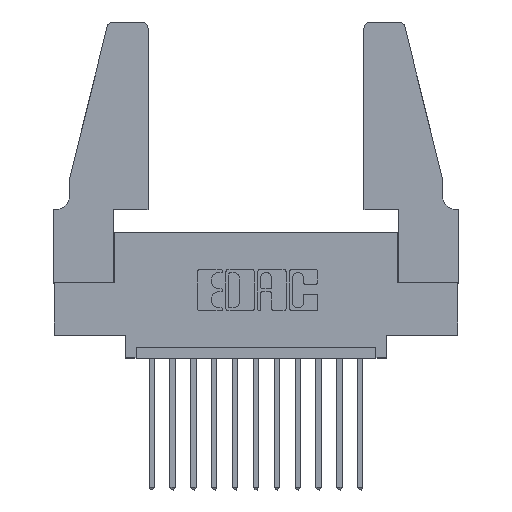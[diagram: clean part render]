
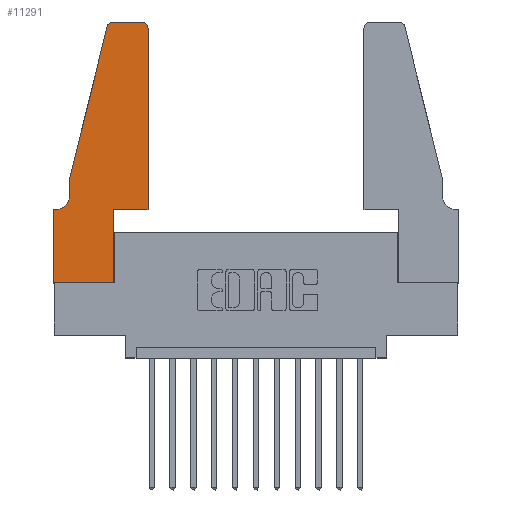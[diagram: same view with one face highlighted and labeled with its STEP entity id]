
A CAD part, top view. The second image highlights one B-rep face of the part: STEP entity #11291.
In plain terms, the highlighted planar face has unit normal (0, 0, 1).
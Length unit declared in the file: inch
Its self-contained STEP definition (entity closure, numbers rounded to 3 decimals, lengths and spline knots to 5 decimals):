
#21 = CARTESIAN_POINT ( 'NONE',  ( 0.284, 1.25, 0.37 ) ) ;
#71 = VECTOR ( 'NONE', #10694, 39.37008 ) ;
#425 = ORIENTED_EDGE ( 'NONE', *, *, #3222, .T. ) ;
#427 = DIRECTION ( 'NONE',  ( 0., 0., 1. ) ) ;
#439 = CARTESIAN_POINT ( 'NONE',  ( 0.0055, 0.35, 0.37 ) ) ;
#494 = EDGE_LOOP ( 'NONE', ( #13661, #1002, #9465, #10195, #425, #4982, #13241, #2152, #4678, #6379, #2526, #6930 ) ) ;
#778 = EDGE_CURVE ( 'NONE', #4998, #11444, #12018, .T. ) ;
#1002 = ORIENTED_EDGE ( 'NONE', *, *, #10334, .T. ) ;
#1126 = CARTESIAN_POINT ( 'NONE',  ( 0., 0., 0.37 ) ) ;
#1172 = CARTESIAN_POINT ( 'NONE',  ( 0., 0., 0.37 ) ) ;
#1219 = CARTESIAN_POINT ( 'NONE',  ( 0.0755, 0.35, 0.37 ) ) ;
#1333 = VECTOR ( 'NONE', #4524, 39.37008 ) ;
#1732 = VECTOR ( 'NONE', #5632, 39.37008 ) ;
#2039 = LINE ( 'NONE', #8984, #4194 ) ;
#2152 = ORIENTED_EDGE ( 'NONE', *, *, #5606, .T. ) ;
#2227 = DIRECTION ( 'NONE',  ( 0., -1., 0. ) ) ;
#2229 = VERTEX_POINT ( 'NONE', #3832 ) ;
#2304 = DIRECTION ( 'NONE',  ( 0., -1., 0. ) ) ;
#2305 = CIRCLE ( 'NONE', #3975, 0.03 ) ;
#2327 = CARTESIAN_POINT ( 'NONE',  ( 0.0755, 0.5, 0.37 ) ) ;
#2372 = VECTOR ( 'NONE', #4819, 39.37008 ) ;
#2378 = EDGE_CURVE ( 'NONE', #8802, #4201, #2305, .T. ) ;
#2424 = VECTOR ( 'NONE', #12418, 39.37008 ) ;
#2526 = ORIENTED_EDGE ( 'NONE', *, *, #5174, .T. ) ;
#2724 = FACE_OUTER_BOUND ( 'NONE', #494, .T. ) ;
#2746 = LINE ( 'NONE', #6226, #71 ) ;
#3036 = CARTESIAN_POINT ( 'NONE',  ( 0.2865, 0., 0.37 ) ) ;
#3222 = EDGE_CURVE ( 'NONE', #10082, #4998, #7093, .T. ) ;
#3248 = DIRECTION ( 'NONE',  ( 0., 0., 1. ) ) ;
#3827 = LINE ( 'NONE', #12332, #2372 ) ;
#3832 = CARTESIAN_POINT ( 'NONE',  ( 0.0755, 0.5, 0.37 ) ) ;
#3899 = EDGE_CURVE ( 'NONE', #2229, #10082, #4943, .T. ) ;
#3975 = AXIS2_PLACEMENT_3D ( 'NONE', #14346, #7477, #8630 ) ;
#4194 = VECTOR ( 'NONE', #8925, 39.37008 ) ;
#4201 = VERTEX_POINT ( 'NONE', #7107 ) ;
#4402 = DIRECTION ( 'NONE',  ( 1., 0., 0. ) ) ;
#4524 = DIRECTION ( 'NONE',  ( 1., 0., 0. ) ) ;
#4569 = EDGE_CURVE ( 'NONE', #4201, #9859, #8867, .T. ) ;
#4678 = ORIENTED_EDGE ( 'NONE', *, *, #6374, .T. ) ;
#4685 = CIRCLE ( 'NONE', #11888, 0.03 ) ;
#4759 = CARTESIAN_POINT ( 'NONE',  ( 0.25487, 1.22718, 0.37 ) ) ;
#4819 = DIRECTION ( 'NONE',  ( 1., 0., 0. ) ) ;
#4943 = LINE ( 'NONE', #2327, #13717 ) ;
#4982 = ORIENTED_EDGE ( 'NONE', *, *, #778, .T. ) ;
#4998 = VERTEX_POINT ( 'NONE', #439 ) ;
#5064 = PLANE ( 'NONE',  #12364 ) ;
#5174 = EDGE_CURVE ( 'NONE', #8012, #8802, #5290, .T. ) ;
#5290 = LINE ( 'NONE', #12752, #2424 ) ;
#5424 = VECTOR ( 'NONE', #8024, 39.37008 ) ;
#5606 = EDGE_CURVE ( 'NONE', #14755, #6738, #6674, .T. ) ;
#5632 = DIRECTION ( 'NONE',  ( -1., 0., 0. ) ) ;
#6054 = CARTESIAN_POINT ( 'NONE',  ( 0.0055, 0.42, 0.37 ) ) ;
#6226 = CARTESIAN_POINT ( 'NONE',  ( 0.0755, 0.5, 0.37 ) ) ;
#6374 = EDGE_CURVE ( 'NONE', #6738, #13110, #2039, .T. ) ;
#6379 = ORIENTED_EDGE ( 'NONE', *, *, #6554, .T. ) ;
#6547 = CARTESIAN_POINT ( 'NONE',  ( 0., 0., 0.37 ) ) ;
#6554 = EDGE_CURVE ( 'NONE', #13110, #8012, #3827, .T. ) ;
#6640 = VERTEX_POINT ( 'NONE', #4759 ) ;
#6674 = LINE ( 'NONE', #1126, #1333 ) ;
#6738 = VERTEX_POINT ( 'NONE', #3036 ) ;
#6930 = ORIENTED_EDGE ( 'NONE', *, *, #2378, .T. ) ;
#7093 = CIRCLE ( 'NONE', #14586, 0.07 ) ;
#7107 = CARTESIAN_POINT ( 'NONE',  ( 0.4205, 1.25, 0.37 ) ) ;
#7477 = DIRECTION ( 'NONE',  ( 0., 0., 1. ) ) ;
#8012 = VERTEX_POINT ( 'NONE', #9755 ) ;
#8024 = DIRECTION ( 'NONE',  ( -1., 0., 0. ) ) ;
#8032 = LINE ( 'NONE', #1172, #10954 ) ;
#8102 = CARTESIAN_POINT ( 'NONE',  ( 0.0755, 0.42, 0.37 ) ) ;
#8124 = DIRECTION ( 'NONE',  ( -1., 0., 0. ) ) ;
#8630 = DIRECTION ( 'NONE',  ( 1., 0., 0. ) ) ;
#8802 = VERTEX_POINT ( 'NONE', #8855 ) ;
#8855 = CARTESIAN_POINT ( 'NONE',  ( 0.4505, 1.22, 0.37 ) ) ;
#8867 = LINE ( 'NONE', #10312, #1732 ) ;
#8925 = DIRECTION ( 'NONE',  ( 0., 1., 0. ) ) ;
#8984 = CARTESIAN_POINT ( 'NONE',  ( 0.2865, 0.35, 0.37 ) ) ;
#9465 = ORIENTED_EDGE ( 'NONE', *, *, #10161, .T. ) ;
#9724 = DIRECTION ( 'NONE',  ( 1., 0., 0. ) ) ;
#9755 = CARTESIAN_POINT ( 'NONE',  ( 0.4505, 0.35, 0.37 ) ) ;
#9859 = VERTEX_POINT ( 'NONE', #21 ) ;
#10082 = VERTEX_POINT ( 'NONE', #8102 ) ;
#10161 = EDGE_CURVE ( 'NONE', #6640, #2229, #2746, .T. ) ;
#10195 = ORIENTED_EDGE ( 'NONE', *, *, #3899, .T. ) ;
#10312 = CARTESIAN_POINT ( 'NONE',  ( 0.2605, 1.25, 0.37 ) ) ;
#10334 = EDGE_CURVE ( 'NONE', #9859, #6640, #4685, .T. ) ;
#10694 = DIRECTION ( 'NONE',  ( -0.239, -0.971, 0. ) ) ;
#10954 = VECTOR ( 'NONE', #2304, 39.37008 ) ;
#11275 = CARTESIAN_POINT ( 'NONE',  ( 0.284, 1.22, 0.37 ) ) ;
#11291 = ADVANCED_FACE ( 'NONE', ( #2724 ), #5064, .T. ) ;
#11444 = VERTEX_POINT ( 'NONE', #13877 ) ;
#11888 = AXIS2_PLACEMENT_3D ( 'NONE', #11275, #3248, #4402 ) ;
#12018 = LINE ( 'NONE', #1219, #5424 ) ;
#12161 = EDGE_CURVE ( 'NONE', #11444, #14755, #8032, .T. ) ;
#12230 = CARTESIAN_POINT ( 'NONE',  ( 0.2865, 0.35, 0.37 ) ) ;
#12332 = CARTESIAN_POINT ( 'NONE',  ( 0.4505, 0.35, 0.37 ) ) ;
#12364 = AXIS2_PLACEMENT_3D ( 'NONE', #13051, #427, #9724 ) ;
#12418 = DIRECTION ( 'NONE',  ( 0., 1., 0. ) ) ;
#12752 = CARTESIAN_POINT ( 'NONE',  ( 0.4505, 0.35, 0.37 ) ) ;
#12937 = DIRECTION ( 'NONE',  ( 0., 0., -1. ) ) ;
#13051 = CARTESIAN_POINT ( 'NONE',  ( 0., 0.35, 0.37 ) ) ;
#13110 = VERTEX_POINT ( 'NONE', #12230 ) ;
#13241 = ORIENTED_EDGE ( 'NONE', *, *, #12161, .T. ) ;
#13661 = ORIENTED_EDGE ( 'NONE', *, *, #4569, .T. ) ;
#13717 = VECTOR ( 'NONE', #2227, 39.37008 ) ;
#13877 = CARTESIAN_POINT ( 'NONE',  ( 0., 0.35, 0.37 ) ) ;
#14346 = CARTESIAN_POINT ( 'NONE',  ( 0.4205, 1.22, 0.37 ) ) ;
#14586 = AXIS2_PLACEMENT_3D ( 'NONE', #6054, #12937, #8124 ) ;
#14755 = VERTEX_POINT ( 'NONE', #6547 ) ;
